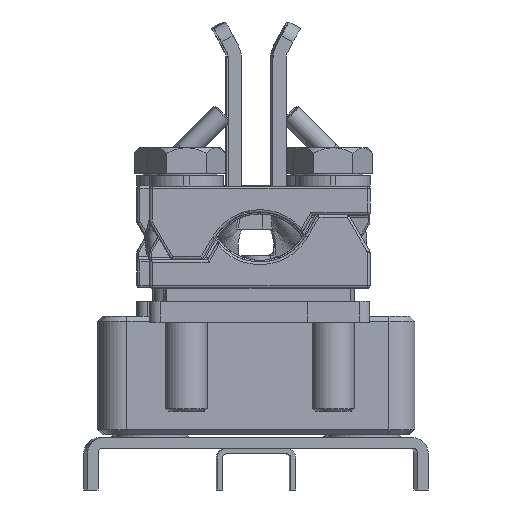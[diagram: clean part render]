
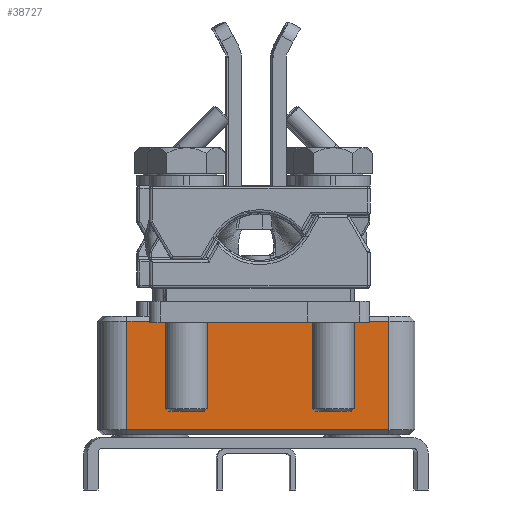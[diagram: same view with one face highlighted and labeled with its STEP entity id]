
A CAD part, front view. The second image highlights one B-rep face of the part: STEP entity #38727.
In plain terms, the highlighted face is planar.
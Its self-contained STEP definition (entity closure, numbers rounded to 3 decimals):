
#36447=DIRECTION('',(0.,-1.,0.));
#36448=VECTOR('',#36447,20.7);
#36449=CARTESIAN_POINT('',(-25.,22.2,25.));
#36450=LINE('',#36449,#36448);
#36476=DIRECTION('',(1.,0.,0.));
#36477=VECTOR('',#36476,50.);
#36478=CARTESIAN_POINT('',(-25.,1.5,25.));
#36479=LINE('',#36478,#36477);
#36483=DIRECTION('',(0.,-1.,0.));
#36484=VECTOR('',#36483,0.5);
#36485=CARTESIAN_POINT('',(-5.,26.,25.));
#36486=LINE('',#36485,#36484);
#36490=DIRECTION('',(1.,0.,0.));
#36491=VECTOR('',#36490,10.);
#36492=CARTESIAN_POINT('',(-5.,25.5,25.));
#36493=LINE('',#36492,#36491);
#36497=DIRECTION('',(1.,0.,0.));
#36498=VECTOR('',#36497,12.);
#36499=CARTESIAN_POINT('',(5.,26.,25.));
#36500=LINE('',#36499,#36498);
#36504=DIRECTION('',(0.819,-0.574,0.));
#36505=VECTOR('',#36504,0.819);
#36506=CARTESIAN_POINT('',(17.,26.,25.));
#36507=LINE('',#36506,#36505);
#36511=DIRECTION('',(0.342,-0.94,0.));
#36512=VECTOR('',#36511,1.98);
#36513=CARTESIAN_POINT('',(17.671,25.53,25.));
#36514=LINE('',#36513,#36512);
#36518=DIRECTION('',(0.819,-0.574,0.));
#36519=VECTOR('',#36518,2.563);
#36520=CARTESIAN_POINT('',(18.348,23.67,25.));
#36521=LINE('',#36520,#36519);
#36525=DIRECTION('',(0.819,0.574,0.));
#36526=VECTOR('',#36525,2.563);
#36527=CARTESIAN_POINT('',(-20.447,22.2,25.));
#36528=LINE('',#36527,#36526);
#36532=DIRECTION('',(0.342,0.94,0.));
#36533=VECTOR('',#36532,1.98);
#36534=CARTESIAN_POINT('',(-18.348,23.67,25.));
#36535=LINE('',#36534,#36533);
#36539=DIRECTION('',(0.819,0.574,0.));
#36540=VECTOR('',#36539,0.819);
#36541=CARTESIAN_POINT('',(-17.671,25.53,25.));
#36542=LINE('',#36541,#36540);
#36546=DIRECTION('',(1.,0.,0.));
#36547=VECTOR('',#36546,12.);
#36548=CARTESIAN_POINT('',(-17.,26.,25.));
#36549=LINE('',#36548,#36547);
#36637=DIRECTION('',(-1.,0.,0.));
#36638=VECTOR('',#36637,4.553);
#36639=CARTESIAN_POINT('',(-20.447,22.2,25.));
#36640=LINE('',#36639,#36638);
#36679=DIRECTION('',(-1.,0.,0.));
#36680=VECTOR('',#36679,4.553);
#36681=CARTESIAN_POINT('',(25.,22.2,25.));
#36682=LINE('',#36681,#36680);
#36715=DIRECTION('',(0.,1.,0.));
#36716=VECTOR('',#36715,20.7);
#36717=CARTESIAN_POINT('',(25.,1.5,25.));
#36718=LINE('',#36717,#36716);
#37493=DIRECTION('',(0.,-1.,0.));
#37494=VECTOR('',#37493,0.5);
#37495=CARTESIAN_POINT('',(5.,26.,25.));
#37496=LINE('',#37495,#37494);
#37775=CARTESIAN_POINT('',(-25.,22.2,25.));
#37776=VERTEX_POINT('',#37775);
#37778=CARTESIAN_POINT('',(-25.,1.5,25.));
#37780=VERTEX_POINT('',#37778);
#37785=CARTESIAN_POINT('',(25.,1.5,25.));
#37786=VERTEX_POINT('',#37785);
#37789=CARTESIAN_POINT('',(-5.,26.,25.));
#37790=CARTESIAN_POINT('',(-5.,25.5,25.));
#37791=VERTEX_POINT('',#37789);
#37792=VERTEX_POINT('',#37790);
#37793=CARTESIAN_POINT('',(5.,25.5,25.));
#37794=VERTEX_POINT('',#37793);
#37795=CARTESIAN_POINT('',(5.,26.,25.));
#37796=VERTEX_POINT('',#37795);
#37797=CARTESIAN_POINT('',(17.,26.,25.));
#37798=VERTEX_POINT('',#37797);
#37799=CARTESIAN_POINT('',(17.671,25.53,25.));
#37800=VERTEX_POINT('',#37799);
#37801=CARTESIAN_POINT('',(18.348,23.67,25.));
#37802=VERTEX_POINT('',#37801);
#37803=CARTESIAN_POINT('',(20.447,22.2,25.));
#37804=VERTEX_POINT('',#37803);
#37805=CARTESIAN_POINT('',(25.,22.2,25.));
#37806=VERTEX_POINT('',#37805);
#37807=CARTESIAN_POINT('',(-20.447,22.2,25.));
#37808=VERTEX_POINT('',#37807);
#37809=CARTESIAN_POINT('',(-18.348,23.67,25.));
#37810=VERTEX_POINT('',#37809);
#37811=CARTESIAN_POINT('',(-17.671,25.53,25.));
#37812=VERTEX_POINT('',#37811);
#37813=CARTESIAN_POINT('',(-17.,26.,25.));
#37814=VERTEX_POINT('',#37813);
#38690=CARTESIAN_POINT('',(-25.,0.,25.));
#38691=DIRECTION('',(0.,0.,1.));
#38692=DIRECTION('',(1.,0.,0.));
#38693=AXIS2_PLACEMENT_3D('',#38690,#38691,#38692);
#38694=PLANE('',#38693);
#38696=ORIENTED_EDGE('',*,*,#38695,.T.);
#38698=ORIENTED_EDGE('',*,*,#38697,.T.);
#38700=ORIENTED_EDGE('',*,*,#38699,.F.);
#38702=ORIENTED_EDGE('',*,*,#38701,.T.);
#38704=ORIENTED_EDGE('',*,*,#38703,.T.);
#38706=ORIENTED_EDGE('',*,*,#38705,.T.);
#38708=ORIENTED_EDGE('',*,*,#38707,.T.);
#38710=ORIENTED_EDGE('',*,*,#38709,.F.);
#38712=ORIENTED_EDGE('',*,*,#38711,.F.);
#38713=ORIENTED_EDGE('',*,*,#38673,.F.);
#38714=ORIENTED_EDGE('',*,*,#38634,.F.);
#38716=ORIENTED_EDGE('',*,*,#38715,.F.);
#38718=ORIENTED_EDGE('',*,*,#38717,.T.);
#38720=ORIENTED_EDGE('',*,*,#38719,.T.);
#38722=ORIENTED_EDGE('',*,*,#38721,.T.);
#38724=ORIENTED_EDGE('',*,*,#38723,.T.);
#38725=EDGE_LOOP('',(#38696,#38698,#38700,#38702,#38704,#38706,#38708,#38710,
#38712,#38713,#38714,#38716,#38718,#38720,#38722,#38724));
#38726=FACE_OUTER_BOUND('',#38725,.F.);
#38634=EDGE_CURVE('',#37776,#37780,#36450,.T.);
#38673=EDGE_CURVE('',#37780,#37786,#36479,.T.);
#38695=EDGE_CURVE('',#37791,#37792,#36486,.T.);
#38697=EDGE_CURVE('',#37792,#37794,#36493,.T.);
#38699=EDGE_CURVE('',#37796,#37794,#37496,.T.);
#38701=EDGE_CURVE('',#37796,#37798,#36500,.T.);
#38703=EDGE_CURVE('',#37798,#37800,#36507,.T.);
#38705=EDGE_CURVE('',#37800,#37802,#36514,.T.);
#38707=EDGE_CURVE('',#37802,#37804,#36521,.T.);
#38709=EDGE_CURVE('',#37806,#37804,#36682,.T.);
#38711=EDGE_CURVE('',#37786,#37806,#36718,.T.);
#38715=EDGE_CURVE('',#37808,#37776,#36640,.T.);
#38717=EDGE_CURVE('',#37808,#37810,#36528,.T.);
#38719=EDGE_CURVE('',#37810,#37812,#36535,.T.);
#38721=EDGE_CURVE('',#37812,#37814,#36542,.T.);
#38723=EDGE_CURVE('',#37814,#37791,#36549,.T.);
#38727=ADVANCED_FACE('',(#38726),#38694,.T.);
